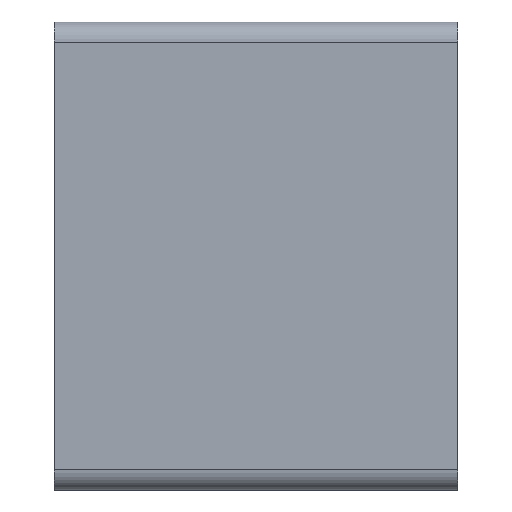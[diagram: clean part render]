
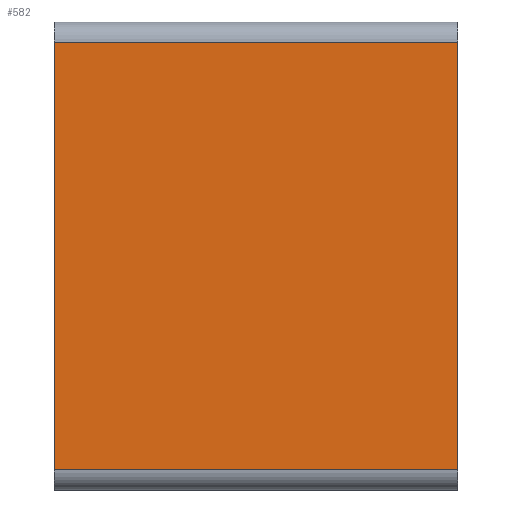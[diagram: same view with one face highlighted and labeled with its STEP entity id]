
A CAD part, left-side view. The second image highlights one B-rep face of the part: STEP entity #582.
In plain terms, the highlighted planar face has unit normal (-1, 0, 0).
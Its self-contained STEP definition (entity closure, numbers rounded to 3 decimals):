
#246=CARTESIAN_POINT('',(-70.25,197.0,-106.));
#247=VERTEX_POINT('',#246);
#265=CARTESIAN_POINT('',(-70.25,-3.0,-106.));
#266=VERTEX_POINT('',#265);
#274=CARTESIAN_POINT('',(-70.25,-3.0,-106.));
#275=DIRECTION('',(0.0,1.0,0.0));
#276=VECTOR('',#275,200.0);
#277=LINE('',#274,#276);
#278=EDGE_CURVE('',#266,#247,#277,.T.);
#331=CARTESIAN_POINT('',(-70.25,-3.0,106.));
#332=VERTEX_POINT('',#331);
#340=CARTESIAN_POINT('',(-70.25,-3.0,106.));
#341=DIRECTION('',(0.0,0.0,-1.0));
#342=VECTOR('',#341,212.);
#343=LINE('',#340,#342);
#344=EDGE_CURVE('',#332,#266,#343,.T.);
#488=CARTESIAN_POINT('',(-70.25,197.0,106.));
#489=VERTEX_POINT('',#488);
#497=CARTESIAN_POINT('',(-70.25,197.0,106.));
#498=DIRECTION('',(0.0,-1.0,0.0));
#499=VECTOR('',#498,200.0);
#500=LINE('',#497,#499);
#501=EDGE_CURVE('',#489,#332,#500,.T.);
#566=CARTESIAN_POINT('',(-70.25,0.0,-116.));
#567=DIRECTION('',(-1.0,0.0,0.0));
#568=DIRECTION('',(0.0,0.0,1.0));
#569=AXIS2_PLACEMENT_3D('',#566,#567,#568);
#570=PLANE('',#569);
#571=ORIENTED_EDGE('',*,*,#278,.F.);
#572=ORIENTED_EDGE('',*,*,#344,.F.);
#573=ORIENTED_EDGE('',*,*,#501,.F.);
#574=CARTESIAN_POINT('',(-70.25,197.0,-106.));
#575=DIRECTION('',(0.0,0.0,1.0));
#576=VECTOR('',#575,212.);
#577=LINE('',#574,#576);
#578=EDGE_CURVE('',#247,#489,#577,.T.);
#579=ORIENTED_EDGE('',*,*,#578,.F.);
#580=EDGE_LOOP('',(#571,#572,#573,#579));
#581=FACE_OUTER_BOUND('',#580,.T.);
#582=ADVANCED_FACE('',(#581),#570,.T.);
